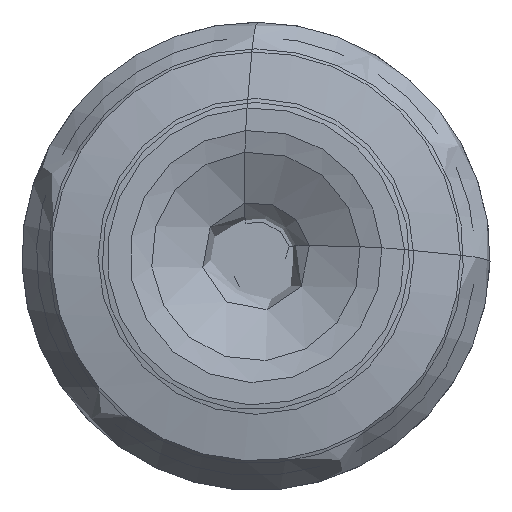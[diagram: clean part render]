
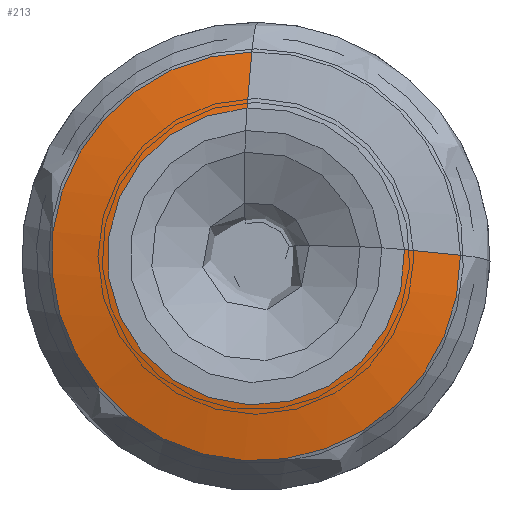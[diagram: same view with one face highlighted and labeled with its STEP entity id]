
A CAD part, left-side view. The second image highlights one B-rep face of the part: STEP entity #213.
In plain terms, the highlighted free-form (B-spline) face has degree [1, 3] with [2, 7] control points.
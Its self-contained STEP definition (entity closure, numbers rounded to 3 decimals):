
#39=(
BOUNDED_SURFACE()
B_SPLINE_SURFACE(1,3,((#1174,#1175,#1176,#1177,#1178,#1179,#1180),(#1181,
#1182,#1183,#1184,#1185,#1186,#1187)),.UNSPECIFIED.,.F.,.F.,.F.)
B_SPLINE_SURFACE_WITH_KNOTS((2,2),(4,3,4),(0.,1.),(0.,0.5,1.),
 .UNSPECIFIED.)
GEOMETRIC_REPRESENTATION_ITEM()
RATIONAL_B_SPLINE_SURFACE(((1.,0.591,0.591,1.,0.591,
0.591,1.),(1.,0.591,0.591,1.,0.591,
0.591,1.)))
REPRESENTATION_ITEM('')
SURFACE()
);
#72=LINE('',#1172,#96);
#73=LINE('',#1173,#97);
#96=VECTOR('',#858,1.);
#97=VECTOR('',#859,1.);
#155=FACE_OUTER_BOUND('',#316,.T.);
#213=ADVANCED_FACE('',(#155),#39,.F.);
#316=EDGE_LOOP('',(#406,#407,#408,#409));
#406=ORIENTED_EDGE('',*,*,#584,.F.);
#407=ORIENTED_EDGE('',*,*,#585,.T.);
#408=ORIENTED_EDGE('',*,*,#581,.T.);
#409=ORIENTED_EDGE('',*,*,#586,.T.);
#526=VERTEX_POINT('',#1164);
#527=VERTEX_POINT('',#1165);
#528=VERTEX_POINT('',#1170);
#529=VERTEX_POINT('',#1171);
#581=EDGE_CURVE('',#526,#527,#649,.T.);
#584=EDGE_CURVE('',#528,#529,#650,.T.);
#585=EDGE_CURVE('',#528,#526,#72,.T.);
#586=EDGE_CURVE('',#527,#529,#73,.T.);
#649=CIRCLE('',#719,6.348);
#650=CIRCLE('',#721,8.734);
#719=AXIS2_PLACEMENT_3D('',#1163,#850,#851);
#721=AXIS2_PLACEMENT_3D('',#1169,#856,#857);
#850=DIRECTION('',(1.,0.,0.));
#851=DIRECTION('',(0.,-0.999,0.046));
#856=DIRECTION('',(1.,0.,0.));
#857=DIRECTION('',(0.,-1.,0.006));
#858=DIRECTION('',(-0.198,0.975,0.098));
#859=DIRECTION('',(0.198,-0.084,0.977));
#1163=CARTESIAN_POINT('',(0.,0.,0.));
#1164=CARTESIAN_POINT('',(0.,-6.342,0.289));
#1165=CARTESIAN_POINT('',(0.,0.379,6.337));
#1169=CARTESIAN_POINT('',(0.486,0.,0.));
#1170=CARTESIAN_POINT('',(0.486,-8.733,0.05));
#1171=CARTESIAN_POINT('',(0.486,0.173,8.732));
#1172=CARTESIAN_POINT('',(0.,-6.342,0.289));
#1173=CARTESIAN_POINT('',(0.,0.379,6.337));
#1174=CARTESIAN_POINT('',(0.,-6.342,0.289));
#1175=CARTESIAN_POINT('',(0.,-6.643,-6.314));
#1176=CARTESIAN_POINT('',(0.,-0.667,-9.14));
#1177=CARTESIAN_POINT('',(0.,4.246,-4.719));
#1178=CARTESIAN_POINT('',(0.,9.16,-0.297));
#1179=CARTESIAN_POINT('',(0.,6.977,5.942));
#1180=CARTESIAN_POINT('',(0.,0.379,6.337));
#1181=CARTESIAN_POINT('',(0.486,-8.733,0.05));
#1182=CARTESIAN_POINT('',(0.486,-8.785,-9.044));
#1183=CARTESIAN_POINT('',(0.486,-0.416,-12.602));
#1184=CARTESIAN_POINT('',(0.486,6.096,-6.254));
#1185=CARTESIAN_POINT('',(0.486,12.608,0.094));
#1186=CARTESIAN_POINT('',(0.486,9.266,8.551));
#1187=CARTESIAN_POINT('',(0.486,0.173,8.732));
